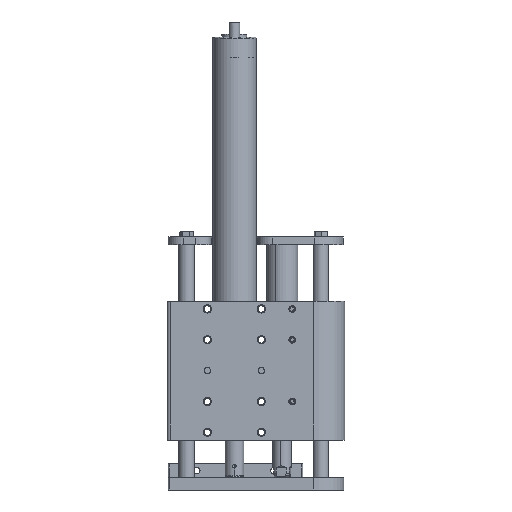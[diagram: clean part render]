
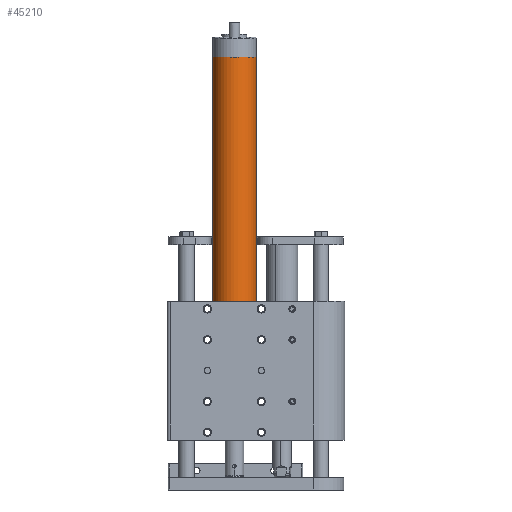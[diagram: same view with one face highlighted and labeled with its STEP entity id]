
A CAD part, front view. The second image highlights one B-rep face of the part: STEP entity #45210.
In plain terms, the highlighted cylindrical face has radius 14 mm (diameter 28 mm), a partial arc.
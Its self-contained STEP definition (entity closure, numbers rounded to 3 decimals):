
#291 = VECTOR ( 'NONE', #26182, 1000. ) ;
#2414 = AXIS2_PLACEMENT_3D ( 'NONE', #22680, #23828, #41410 ) ;
#2547 = VECTOR ( 'NONE', #55211, 1000. ) ;
#2721 = ORIENTED_EDGE ( 'NONE', *, *, #32987, .F. ) ;
#6019 = CYLINDRICAL_SURFACE ( 'NONE', #2414, 14. ) ;
#6983 = VERTEX_POINT ( 'NONE', #30286 ) ;
#10284 = EDGE_CURVE ( 'NONE', #51419, #6983, #12053, .T. ) ;
#10922 = ORIENTED_EDGE ( 'NONE', *, *, #10284, .T. ) ;
#11828 = AXIS2_PLACEMENT_3D ( 'NONE', #52016, #20862, #56065 ) ;
#12053 = LINE ( 'NONE', #43448, #291 ) ;
#14367 = EDGE_CURVE ( 'NONE', #39223, #6983, #16833, .T. ) ;
#16833 = CIRCLE ( 'NONE', #30634, 14. ) ;
#19523 = ORIENTED_EDGE ( 'NONE', *, *, #30357, .F. ) ;
#20862 = DIRECTION ( 'NONE',  ( 1., 0., 0. ) ) ;
#22680 = CARTESIAN_POINT ( 'NONE',  ( 0., 0., 0. ) ) ;
#23308 = EDGE_LOOP ( 'NONE', ( #2721, #10922, #47160, #19523 ) ) ;
#23828 = DIRECTION ( 'NONE',  ( -1., 0., 0. ) ) ;
#24367 = CARTESIAN_POINT ( 'NONE',  ( 0., 0., 14. ) ) ;
#26182 = DIRECTION ( 'NONE',  ( -1., 0., 0. ) ) ;
#26416 = VERTEX_POINT ( 'NONE', #53911 ) ;
#28191 = FACE_OUTER_BOUND ( 'NONE', #23308, .T. ) ;
#30272 = CIRCLE ( 'NONE', #11828, 14. ) ;
#30286 = CARTESIAN_POINT ( 'NONE',  ( 11., 0., -14. ) ) ;
#30357 = EDGE_CURVE ( 'NONE', #26416, #39223, #33046, .T. ) ;
#30634 = AXIS2_PLACEMENT_3D ( 'NONE', #37495, #37771, #36928 ) ;
#32987 = EDGE_CURVE ( 'NONE', #51419, #26416, #30272, .T. ) ;
#33046 = LINE ( 'NONE', #24367, #2547 ) ;
#36928 = DIRECTION ( 'NONE',  ( 0., 0., 1. ) ) ;
#37495 = CARTESIAN_POINT ( 'NONE',  ( 11., 0., 0. ) ) ;
#37771 = DIRECTION ( 'NONE',  ( -1., 0., 0. ) ) ;
#39223 = VERTEX_POINT ( 'NONE', #55904 ) ;
#41410 = DIRECTION ( 'NONE',  ( 0., 0., 1. ) ) ;
#43448 = CARTESIAN_POINT ( 'NONE',  ( 0., 0., -14. ) ) ;
#45210 = ADVANCED_FACE ( 'NONE', ( #28191 ), #6019, .T. ) ;
#47160 = ORIENTED_EDGE ( 'NONE', *, *, #14367, .F. ) ;
#51419 = VERTEX_POINT ( 'NONE', #54279 ) ;
#52016 = CARTESIAN_POINT ( 'NONE',  ( 247., 0., 0. ) ) ;
#53911 = CARTESIAN_POINT ( 'NONE',  ( 247., 0., 14. ) ) ;
#54279 = CARTESIAN_POINT ( 'NONE',  ( 247., 0., -14. ) ) ;
#55211 = DIRECTION ( 'NONE',  ( -1., 0., 0. ) ) ;
#55904 = CARTESIAN_POINT ( 'NONE',  ( 11., 0., 14. ) ) ;
#56065 = DIRECTION ( 'NONE',  ( 0., 0., -1. ) ) ;
